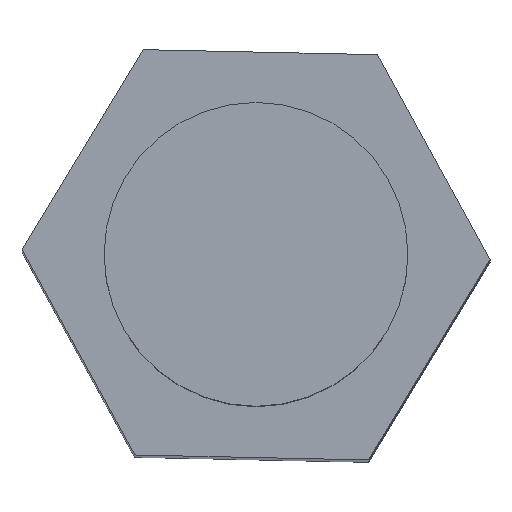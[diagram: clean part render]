
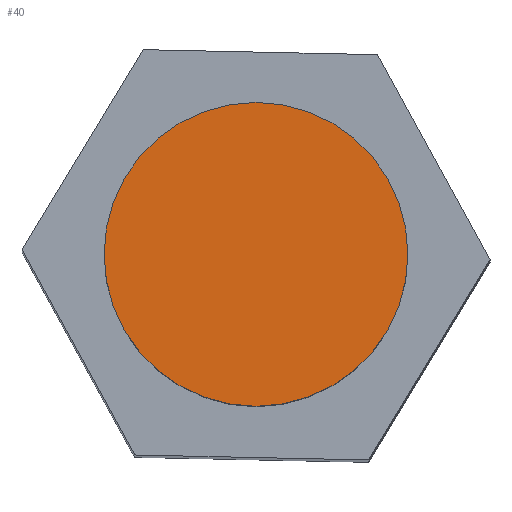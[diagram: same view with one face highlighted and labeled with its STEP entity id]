
A CAD part, top view. The second image highlights one B-rep face of the part: STEP entity #40.
In plain terms, the highlighted planar face has unit normal (0, 0, 1).
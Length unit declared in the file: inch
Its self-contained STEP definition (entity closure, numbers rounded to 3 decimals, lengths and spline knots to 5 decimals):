
#1 = CARTESIAN_POINT ( 'NONE',  ( -0.1874, 0., 2. ) ) ;
#37 = DIRECTION ( 'NONE',  ( 0., 0., 1. ) ) ;
#40 = ADVANCED_FACE ( 'NONE', ( #45 ), #257, .T. ) ;
#45 = FACE_OUTER_BOUND ( 'NONE', #200, .T. ) ;
#51 = CARTESIAN_POINT ( 'NONE',  ( 0., 0., 2. ) ) ;
#61 = ORIENTED_EDGE ( 'NONE', *, *, #263, .T. ) ;
#83 = VERTEX_POINT ( 'NONE', #1 ) ;
#105 = DIRECTION ( 'NONE',  ( 0., 0., 1. ) ) ;
#128 = CARTESIAN_POINT ( 'NONE',  ( 0.1874, 0., 2. ) ) ;
#155 = CARTESIAN_POINT ( 'NONE',  ( 0., 0., 2. ) ) ;
#158 = ORIENTED_EDGE ( 'NONE', *, *, #196, .T. ) ;
#179 = DIRECTION ( 'NONE',  ( 1., 0., 0. ) ) ;
#184 = CIRCLE ( 'NONE', #318, 0.1874 ) ;
#192 = CARTESIAN_POINT ( 'NONE',  ( 0., 0., 2. ) ) ;
#196 = EDGE_CURVE ( 'NONE', #266, #83, #225, .T. ) ;
#200 = EDGE_LOOP ( 'NONE', ( #61, #158 ) ) ;
#219 = DIRECTION ( 'NONE',  ( 1., 0., 0. ) ) ;
#225 = CIRCLE ( 'NONE', #314, 0.1874 ) ;
#257 = PLANE ( 'NONE',  #334 ) ;
#263 = EDGE_CURVE ( 'NONE', #83, #266, #184, .T. ) ;
#266 = VERTEX_POINT ( 'NONE', #128 ) ;
#289 = DIRECTION ( 'NONE',  ( 1., 0., 0. ) ) ;
#314 = AXIS2_PLACEMENT_3D ( 'NONE', #192, #37, #219 ) ;
#318 = AXIS2_PLACEMENT_3D ( 'NONE', #155, #355, #179 ) ;
#334 = AXIS2_PLACEMENT_3D ( 'NONE', #51, #105, #289 ) ;
#355 = DIRECTION ( 'NONE',  ( 0., 0., 1. ) ) ;
